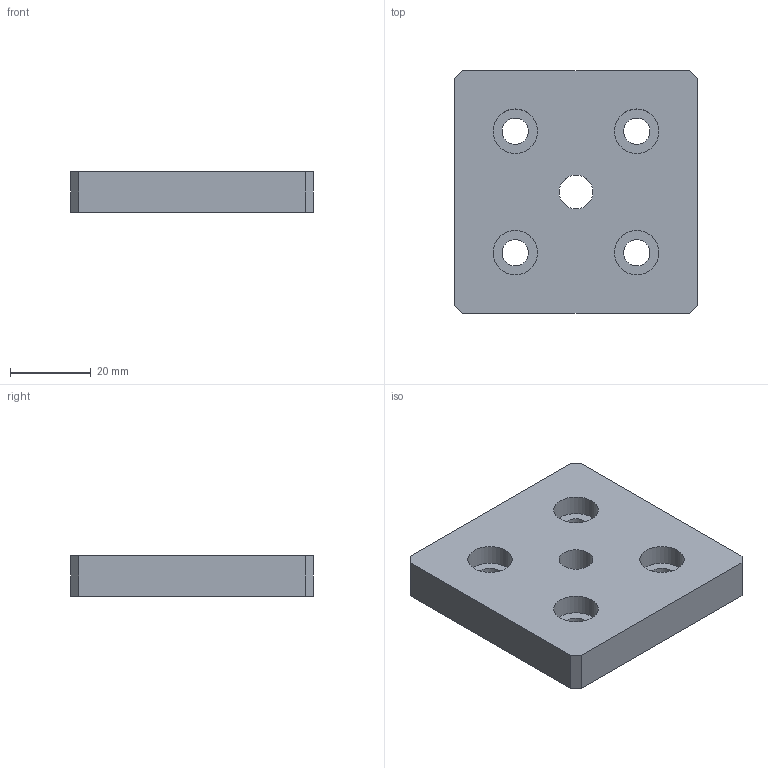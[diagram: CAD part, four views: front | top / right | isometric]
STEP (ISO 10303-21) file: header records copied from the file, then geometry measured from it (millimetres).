
FILE_DESCRIPTION(/* description */ ('Deska M10 - řada 6'),/* implementation_level */ '2;1');
FILE_NAME(/* name */ '526060.stp',/* time_stamp */ '2017-12-13T10:35:18+01:00',/* author */ ('jiri.spacek'),/* organization */ (''),/* preprocessor_version */ 'ST-DEVELOPER v16.1',/* originating_system */ 'Autodesk Inventor 2016',/* authorisation */ '');
FILE_SCHEMA (('CONFIG_CONTROL_DESIGN'));
Length unit declared in the file: millimetre
Products named in the file (1): 526060
Bounding box: 60 x 60 x 10 mm (x, y, z)
Volume: 32804.7 mm3; surface area: 10524.2 mm2
Topology: 1 solids, 1 shells, 23 faces, 55 edges, 38 vertices
Faces by surface type: plane 14, cylinder 9
Full cylindrical faces by diameter (mm): 6.5 x4, 8.376 x1, 11 x4
Entity records: 642 total; most frequent: DIRECTION 108, CARTESIAN_POINT 100, ORIENTED_EDGE 84, EDGE_LOOP 46, EDGE_CURVE 42, AXIS2_PLACEMENT_3D 42, VERTEX_POINT 34, LINE 24
